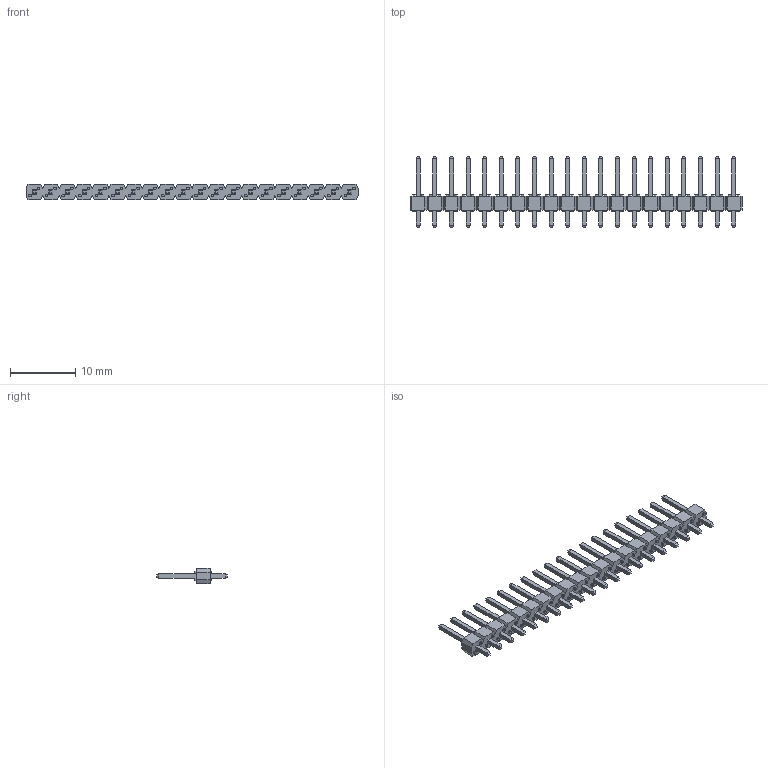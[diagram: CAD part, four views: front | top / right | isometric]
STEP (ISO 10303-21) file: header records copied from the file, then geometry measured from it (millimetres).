
FILE_DESCRIPTION((''),'2;1');
FILE_NAME('68000-X20','2019-08-21T',('KumarP'),('AFCI'),'CREO PARAMETRIC BY PTC INC, 2016130','CREO PARAMETRIC BY PTC INC, 2016130','');
FILE_SCHEMA(('CONFIG_CONTROL_DESIGN'));
Length unit declared in the file: millimetre
Products named in the file (1): 68000-X20
Bounding box: 50.8 x 10.79 x 2.41 mm (x, y, z)
Volume: 314.2 mm3; surface area: 966.3 mm2
Topology: 1 solids, 1 shells, 724 faces, 1646 edges, 1044 vertices
Faces by surface type: plane 564, cylinder 160
Entity records: 20008 total; most frequent: DIRECTION 3414, CARTESIAN_POINT 3414, ORIENTED_EDGE 3292, EDGE_CURVE 1646, VECTOR 1326, LINE 1326, AXIS2_PLACEMENT_3D 1044, VERTEX_POINT 1044
